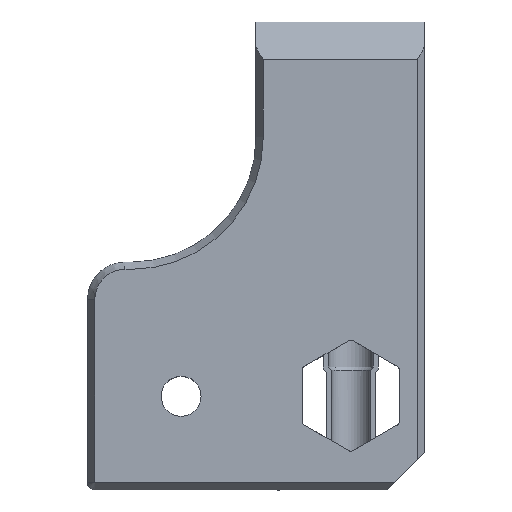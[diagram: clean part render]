
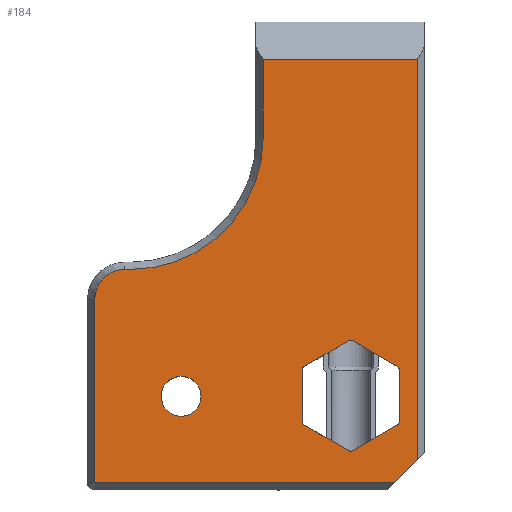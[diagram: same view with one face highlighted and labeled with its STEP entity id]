
A CAD part, top view. The second image highlights one B-rep face of the part: STEP entity #184.
In plain terms, the highlighted planar face has unit normal (0, 0, 1).
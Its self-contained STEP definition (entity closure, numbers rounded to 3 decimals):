
#51=FACE_BOUND('',#379,.T.);
#52=FACE_BOUND('',#380,.T.);
#53=FACE_BOUND('',#381,.T.);
#132=CIRCLE('',#1570,0.4);
#133=CIRCLE('',#1571,0.4);
#134=CIRCLE('',#1572,0.4);
#135=CIRCLE('',#1573,0.4);
#136=CIRCLE('',#1574,0.4);
#137=CIRCLE('',#1575,0.4);
#138=CIRCLE('',#1576,0.023);
#139=CIRCLE('',#1577,10.577);
#140=CIRCLE('',#1578,2.423);
#141=CIRCLE('',#1579,1.6);
#184=ADVANCED_FACE('',(#51,#52,#53),#253,.T.);
#253=PLANE('',#1580);
#379=EDGE_LOOP('',(#582,#583,#584,#585,#586,#587,#588,#589,#590,#591,#592,
#593));
#380=EDGE_LOOP('',(#594,#595,#596,#597,#598,#599,#600,#601,#602,#603));
#381=EDGE_LOOP('',(#604));
#582=ORIENTED_EDGE('',*,*,#1082,.F.);
#583=ORIENTED_EDGE('',*,*,#1103,.T.);
#584=ORIENTED_EDGE('',*,*,#1104,.F.);
#585=ORIENTED_EDGE('',*,*,#1105,.T.);
#586=ORIENTED_EDGE('',*,*,#1085,.F.);
#587=ORIENTED_EDGE('',*,*,#1106,.T.);
#588=ORIENTED_EDGE('',*,*,#1088,.F.);
#589=ORIENTED_EDGE('',*,*,#1107,.T.);
#590=ORIENTED_EDGE('',*,*,#1108,.F.);
#591=ORIENTED_EDGE('',*,*,#1109,.T.);
#592=ORIENTED_EDGE('',*,*,#1079,.F.);
#593=ORIENTED_EDGE('',*,*,#1110,.T.);
#594=ORIENTED_EDGE('',*,*,#1111,.T.);
#595=ORIENTED_EDGE('',*,*,#1112,.T.);
#596=ORIENTED_EDGE('',*,*,#1113,.T.);
#597=ORIENTED_EDGE('',*,*,#1114,.T.);
#598=ORIENTED_EDGE('',*,*,#1115,.T.);
#599=ORIENTED_EDGE('',*,*,#1116,.T.);
#600=ORIENTED_EDGE('',*,*,#1117,.T.);
#601=ORIENTED_EDGE('',*,*,#1118,.T.);
#602=ORIENTED_EDGE('',*,*,#1119,.T.);
#603=ORIENTED_EDGE('',*,*,#1120,.T.);
#604=ORIENTED_EDGE('',*,*,#1121,.F.);
#925=VERTEX_POINT('',#2256);
#926=VERTEX_POINT('',#2258);
#927=VERTEX_POINT('',#2262);
#928=VERTEX_POINT('',#2264);
#929=VERTEX_POINT('',#2268);
#930=VERTEX_POINT('',#2270);
#931=VERTEX_POINT('',#2274);
#932=VERTEX_POINT('',#2276);
#944=VERTEX_POINT('',#2306);
#945=VERTEX_POINT('',#2308);
#946=VERTEX_POINT('',#2312);
#947=VERTEX_POINT('',#2314);
#948=VERTEX_POINT('',#2318);
#949=VERTEX_POINT('',#2319);
#950=VERTEX_POINT('',#2321);
#951=VERTEX_POINT('',#2323);
#952=VERTEX_POINT('',#2325);
#953=VERTEX_POINT('',#2327);
#954=VERTEX_POINT('',#2329);
#955=VERTEX_POINT('',#2331);
#956=VERTEX_POINT('',#2333);
#957=VERTEX_POINT('',#2335);
#958=VERTEX_POINT('',#2338);
#1079=EDGE_CURVE('',#925,#926,#1265,.T.);
#1082=EDGE_CURVE('',#927,#928,#1268,.T.);
#1085=EDGE_CURVE('',#929,#930,#1271,.T.);
#1088=EDGE_CURVE('',#931,#932,#1274,.T.);
#1103=EDGE_CURVE('',#927,#944,#132,.T.);
#1104=EDGE_CURVE('',#945,#944,#1285,.T.);
#1105=EDGE_CURVE('',#945,#930,#133,.T.);
#1106=EDGE_CURVE('',#929,#932,#134,.T.);
#1107=EDGE_CURVE('',#931,#946,#135,.T.);
#1108=EDGE_CURVE('',#947,#946,#1286,.T.);
#1109=EDGE_CURVE('',#947,#926,#136,.T.);
#1110=EDGE_CURVE('',#925,#928,#137,.T.);
#1111=EDGE_CURVE('',#948,#949,#138,.T.);
#1112=EDGE_CURVE('',#949,#950,#1287,.T.);
#1113=EDGE_CURVE('',#950,#951,#1288,.T.);
#1114=EDGE_CURVE('',#951,#952,#1289,.T.);
#1115=EDGE_CURVE('',#952,#953,#1290,.T.);
#1116=EDGE_CURVE('',#953,#954,#1291,.T.);
#1117=EDGE_CURVE('',#954,#955,#139,.T.);
#1118=EDGE_CURVE('',#955,#956,#1292,.T.);
#1119=EDGE_CURVE('',#956,#957,#140,.T.);
#1120=EDGE_CURVE('',#957,#948,#1293,.T.);
#1121=EDGE_CURVE('',#958,#958,#141,.T.);
#1265=LINE('',#2257,#1412);
#1268=LINE('',#2263,#1415);
#1271=LINE('',#2269,#1418);
#1274=LINE('',#2275,#1421);
#1285=LINE('',#2307,#1432);
#1286=LINE('',#2313,#1433);
#1287=LINE('',#2320,#1434);
#1288=LINE('',#2322,#1435);
#1289=LINE('',#2324,#1436);
#1290=LINE('',#2326,#1437);
#1291=LINE('',#2328,#1438);
#1292=LINE('',#2332,#1439);
#1293=LINE('',#2336,#1440);
#1412=VECTOR('',#1780,1.);
#1415=VECTOR('',#1785,1.);
#1418=VECTOR('',#1790,1.);
#1421=VECTOR('',#1795,1.);
#1432=VECTOR('',#1822,1.);
#1433=VECTOR('',#1829,1.);
#1434=VECTOR('',#1836,1.);
#1435=VECTOR('',#1837,1.);
#1436=VECTOR('',#1838,1.);
#1437=VECTOR('',#1839,1.);
#1438=VECTOR('',#1840,1.);
#1439=VECTOR('',#1843,1.);
#1440=VECTOR('',#1846,1.);
#1570=AXIS2_PLACEMENT_3D('',#2305,#1820,#1821);
#1571=AXIS2_PLACEMENT_3D('',#2309,#1823,#1824);
#1572=AXIS2_PLACEMENT_3D('',#2310,#1825,#1826);
#1573=AXIS2_PLACEMENT_3D('',#2311,#1827,#1828);
#1574=AXIS2_PLACEMENT_3D('',#2315,#1830,#1831);
#1575=AXIS2_PLACEMENT_3D('',#2316,#1832,#1833);
#1576=AXIS2_PLACEMENT_3D('',#2317,#1834,#1835);
#1577=AXIS2_PLACEMENT_3D('',#2330,#1841,#1842);
#1578=AXIS2_PLACEMENT_3D('',#2334,#1844,#1845);
#1579=AXIS2_PLACEMENT_3D('',#2337,#1847,#1848);
#1580=AXIS2_PLACEMENT_3D('',#2339,#1849,#1850);
#1780=DIRECTION('',(0.866,0.5,0.));
#1785=DIRECTION('',(0.866,-0.5,0.));
#1790=DIRECTION('',(-0.866,-0.5,0.));
#1795=DIRECTION('',(-0.866,0.5,0.));
#1820=DIRECTION('',(0.,0.,-1.));
#1821=DIRECTION('',(1.,0.,0.));
#1822=DIRECTION('',(0.,-1.,0.));
#1823=DIRECTION('',(0.,0.,-1.));
#1824=DIRECTION('',(1.,0.,0.));
#1825=DIRECTION('',(0.,0.,-1.));
#1826=DIRECTION('',(1.,0.,0.));
#1827=DIRECTION('',(0.,0.,-1.));
#1828=DIRECTION('',(1.,0.,0.));
#1829=DIRECTION('',(0.,1.,0.));
#1830=DIRECTION('',(0.,0.,-1.));
#1831=DIRECTION('',(1.,0.,0.));
#1832=DIRECTION('',(0.,0.,-1.));
#1833=DIRECTION('',(1.,0.,0.));
#1834=DIRECTION('',(0.,0.,1.));
#1835=DIRECTION('',(-1.,0.,0.));
#1836=DIRECTION('',(1.,0.,0.));
#1837=DIRECTION('',(0.707,0.707,0.));
#1838=DIRECTION('',(0.,1.,0.));
#1839=DIRECTION('',(-1.,0.,0.));
#1840=DIRECTION('',(0.,-1.,0.));
#1841=DIRECTION('',(0.,0.,-1.));
#1842=DIRECTION('',(-1.,0.,0.));
#1843=DIRECTION('',(-1.,0.,0.));
#1844=DIRECTION('',(0.,0.,1.));
#1845=DIRECTION('',(-1.,0.,0.));
#1846=DIRECTION('',(0.,-1.,0.));
#1847=DIRECTION('',(0.,0.,1.));
#1848=DIRECTION('',(-1.,0.,0.));
#1849=DIRECTION('',(0.,0.,1.));
#1850=DIRECTION('',(1.,0.,0.));
#2256=CARTESIAN_POINT('',(48.303,51.161,253.2));
#2257=CARTESIAN_POINT('',(48.103,51.046,253.2));
#2258=CARTESIAN_POINT('',(51.804,53.182,253.2));
#2262=CARTESIAN_POINT('',(44.402,53.182,253.2));
#2263=CARTESIAN_POINT('',(44.202,53.298,253.2));
#2264=CARTESIAN_POINT('',(47.903,51.161,253.2));
#2268=CARTESIAN_POINT('',(47.903,59.939,253.2));
#2269=CARTESIAN_POINT('',(47.027,59.433,253.2));
#2270=CARTESIAN_POINT('',(44.402,57.918,253.2));
#2274=CARTESIAN_POINT('',(51.804,57.918,253.2));
#2275=CARTESIAN_POINT('',(49.178,59.433,253.2));
#2276=CARTESIAN_POINT('',(48.303,59.939,253.2));
#2305=CARTESIAN_POINT('',(44.602,53.529,253.2));
#2306=CARTESIAN_POINT('',(44.202,53.529,253.2));
#2307=CARTESIAN_POINT('',(44.202,57.802,253.2));
#2308=CARTESIAN_POINT('',(44.202,57.571,253.2));
#2309=CARTESIAN_POINT('',(44.602,57.571,253.2));
#2310=CARTESIAN_POINT('',(48.103,59.593,253.2));
#2311=CARTESIAN_POINT('',(51.604,57.571,253.2));
#2312=CARTESIAN_POINT('',(52.004,57.571,253.2));
#2313=CARTESIAN_POINT('',(52.004,53.298,253.2));
#2314=CARTESIAN_POINT('',(52.004,53.529,253.2));
#2315=CARTESIAN_POINT('',(51.604,53.529,253.2));
#2316=CARTESIAN_POINT('',(48.103,51.507,253.2));
#2317=CARTESIAN_POINT('',(27.602,48.6,253.2));
#2318=CARTESIAN_POINT('',(27.579,48.6,253.2));
#2319=CARTESIAN_POINT('',(27.602,48.577,253.2));
#2320=CARTESIAN_POINT('',(27.602,48.577,253.2));
#2321=CARTESIAN_POINT('',(51.581,48.577,253.2));
#2322=CARTESIAN_POINT('',(46.503,43.499,253.2));
#2323=CARTESIAN_POINT('',(53.426,50.423,253.2));
#2324=CARTESIAN_POINT('',(53.426,64.82,253.2));
#2325=CARTESIAN_POINT('',(53.426,82.5,253.2));
#2326=CARTESIAN_POINT('',(34.502,82.5,253.2));
#2327=CARTESIAN_POINT('',(41.08,82.5,253.2));
#2328=CARTESIAN_POINT('',(41.08,83.5,253.2));
#2329=CARTESIAN_POINT('',(41.08,76.25,253.2));
#2330=CARTESIAN_POINT('',(30.503,76.25,253.2));
#2331=CARTESIAN_POINT('',(30.503,65.673,253.2));
#2332=CARTESIAN_POINT('',(30.503,65.673,253.2));
#2333=CARTESIAN_POINT('',(30.002,65.673,253.2));
#2334=CARTESIAN_POINT('',(30.002,63.25,253.2));
#2335=CARTESIAN_POINT('',(27.579,63.25,253.2));
#2336=CARTESIAN_POINT('',(27.579,63.25,253.2));
#2337=CARTESIAN_POINT('',(34.502,55.5,253.2));
#2338=CARTESIAN_POINT('',(32.902,55.5,253.2));
#2339=CARTESIAN_POINT('',(50.603,49.,253.2));
